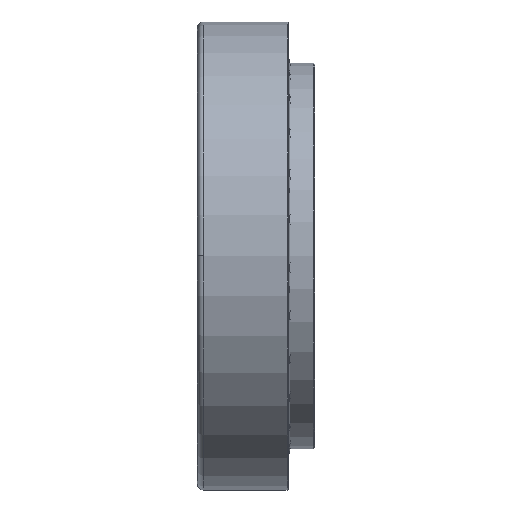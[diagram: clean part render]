
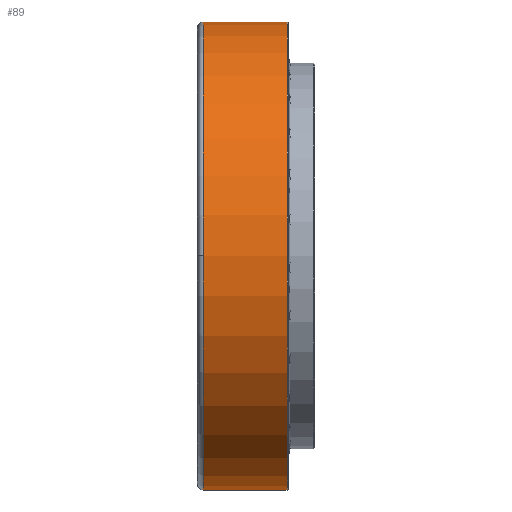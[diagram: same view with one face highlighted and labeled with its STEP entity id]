
A CAD part, top view. The second image highlights one B-rep face of the part: STEP entity #89.
In plain terms, the highlighted cylindrical face has radius 40 mm (diameter 80 mm), a partial arc.
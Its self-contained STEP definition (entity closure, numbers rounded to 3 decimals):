
#89=ADVANCED_FACE('',(#305),#306,.T.);
#305=FACE_OUTER_BOUND('',#731,.T.);
#306=CYLINDRICAL_SURFACE('',#732,40.0);
#731=EDGE_LOOP('',(#1307,#1308,#1309,#1310,#1311,#1312));
#732=AXIS2_PLACEMENT_3D('',#1313,#1314,#1315);
#1307=ORIENTED_EDGE('',*,*,#2504,.F.);
#1308=ORIENTED_EDGE('',*,*,#2505,.T.);
#1309=ORIENTED_EDGE('',*,*,#2506,.T.);
#1310=ORIENTED_EDGE('',*,*,#2507,.F.);
#1311=ORIENTED_EDGE('',*,*,#2508,.F.);
#1312=ORIENTED_EDGE('',*,*,#2500,.F.);
#1313=CARTESIAN_POINT('',(8.15,0.0,0.0));
#1314=DIRECTION('',(1.0,0.0,0.0));
#1315=DIRECTION('',(0.0,1.0,0.0));
#2500=EDGE_CURVE('',#2929,#2931,#2932,.T.);
#2504=EDGE_CURVE('',#2938,#2929,#2939,.T.);
#2505=EDGE_CURVE('',#2938,#2940,#2941,.T.);
#2506=EDGE_CURVE('',#2940,#2942,#2943,.T.);
#2507=EDGE_CURVE('',#2944,#2942,#2945,.T.);
#2508=EDGE_CURVE('',#2931,#2944,#2946,.T.);
#2929=VERTEX_POINT('',#3589);
#2931=VERTEX_POINT('',#3591);
#2932=CIRCLE('',#3592,40.0);
#2938=VERTEX_POINT('',#3598);
#2939=LINE('',#3599,#3600);
#2940=VERTEX_POINT('',#3601);
#2941=CIRCLE('',#3602,40.0);
#2942=VERTEX_POINT('',#3603);
#2943=CIRCLE('',#3604,40.0);
#2944=VERTEX_POINT('',#3605);
#2945=LINE('',#3606,#3607);
#2946=CIRCLE('',#3608,40.0);
#3589=CARTESIAN_POINT('',(15.3,40.0,0.0));
#3591=CARTESIAN_POINT('',(15.3,0.,40.0));
#3592=AXIS2_PLACEMENT_3D('',#6239,#6240,#6241);
#3598=CARTESIAN_POINT('',(1.0,40.0,0.0));
#3599=CARTESIAN_POINT('',(8.15,40.0,0.));
#3600=VECTOR('',#6251,1.0);
#3601=CARTESIAN_POINT('',(1.0,0.,40.0));
#3602=AXIS2_PLACEMENT_3D('',#6252,#6253,#6254);
#3603=CARTESIAN_POINT('',(1.0,-40.0,0.));
#3604=AXIS2_PLACEMENT_3D('',#6255,#6256,#6257);
#3605=CARTESIAN_POINT('',(15.3,-40.0,0.));
#3606=CARTESIAN_POINT('',(8.15,-40.0,0.));
#3607=VECTOR('',#6258,1.0);
#3608=AXIS2_PLACEMENT_3D('',#6259,#6260,#6261);
#6239=CARTESIAN_POINT('',(15.3,0.0,0.0));
#6240=DIRECTION('',(1.0,0.0,0.0));
#6241=DIRECTION('',(0.0,1.0,0.0));
#6251=DIRECTION('',(1.0,0.0,0.0));
#6252=CARTESIAN_POINT('',(1.0,0.0,0.0));
#6253=DIRECTION('',(1.0,0.0,0.0));
#6254=DIRECTION('',(0.0,1.0,0.0));
#6255=CARTESIAN_POINT('',(1.0,0.0,0.0));
#6256=DIRECTION('',(1.0,0.0,0.0));
#6257=DIRECTION('',(0.0,1.0,0.0));
#6258=DIRECTION('',(-1.0,-0.0,-0.0));
#6259=CARTESIAN_POINT('',(15.3,0.0,0.0));
#6260=DIRECTION('',(1.0,0.0,0.0));
#6261=DIRECTION('',(0.0,1.0,0.0));
